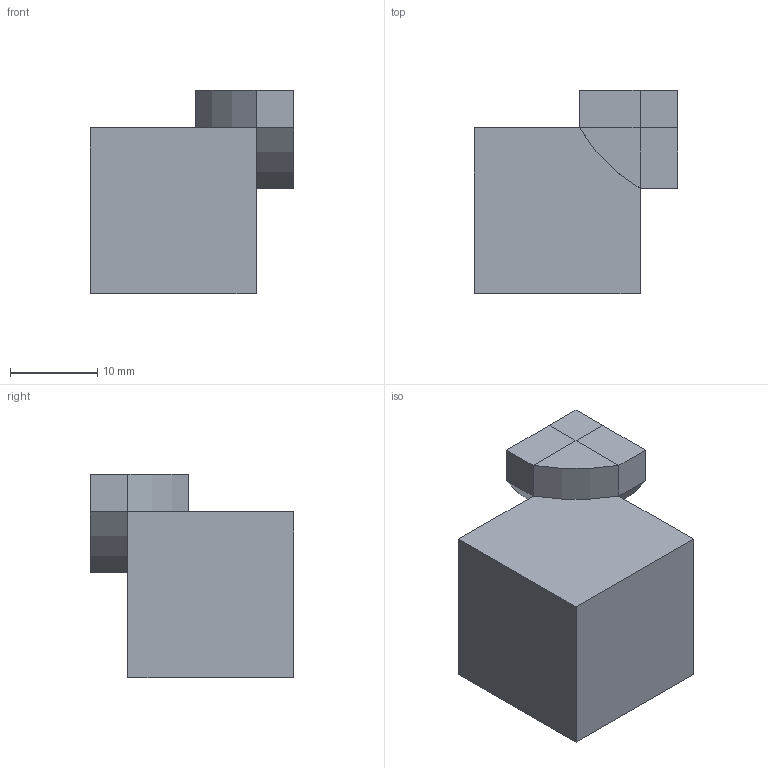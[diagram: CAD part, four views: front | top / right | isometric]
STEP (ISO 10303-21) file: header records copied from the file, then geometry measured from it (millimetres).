
FILE_DESCRIPTION(('FreeCAD Model'),'2;1');
FILE_NAME('cornerPiece.step' ,'2017-12-03T04:52:16',('Author'),(''), 'Open CASCADE STEP processor 6.8','FreeCAD','Unknown');
FILE_SCHEMA(('AUTOMOTIVE_DESIGN_CC2 { 1 2 10303 214 -1 1 5 4 }'));
Length unit declared in the file: millimetre
Products named in the file (2): ASSEMBLY; cornerPiece
Assembly tree (1 placements, depth 2):
  ASSEMBLY
    cornerPiece
Bounding box: 23.37 x 23.37 x 23.37 mm (x, y, z)
Volume: 7754.2 mm3; surface area: 2599.1 mm2
Topology: 1 solids, 1 shells, 24 faces, 48 edges, 26 vertices
Faces by surface type: plane 21, cylinder 3
Entity records: 1266 total; most frequent: CARTESIAN_POINT 214, DIRECTION 199, LINE 132, VECTOR 132, ORIENTED_EDGE 96, PCURVE 96, DEFINITIONAL_REPRESENTATION 96, EDGE_CURVE 48
